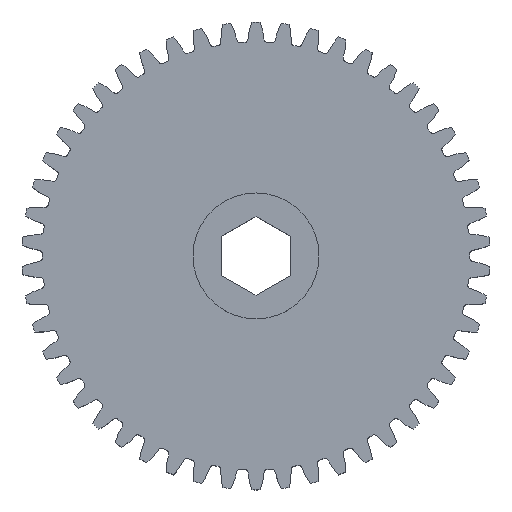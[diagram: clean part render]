
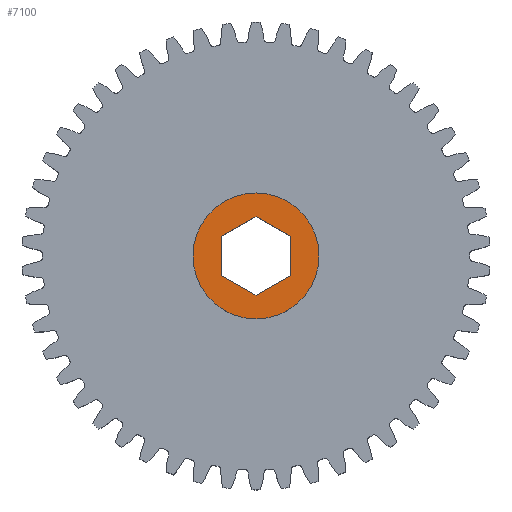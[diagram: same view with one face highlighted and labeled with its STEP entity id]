
A CAD part, top view. The second image highlights one B-rep face of the part: STEP entity #7100.
In plain terms, the highlighted planar face has unit normal (0, 0, 1).
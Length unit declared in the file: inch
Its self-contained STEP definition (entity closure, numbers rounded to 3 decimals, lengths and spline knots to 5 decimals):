
#174 = AXIS2_PLACEMENT_3D ( 'NONE', #17619, #9302, #718 ) ;
#294 = CARTESIAN_POINT ( 'NONE',  ( -0.189, -0.10912, 0.249 ) ) ;
#550 = CARTESIAN_POINT ( 'NONE',  ( 0.189, -0.10912, 0.249 ) ) ;
#600 = ORIENTED_EDGE ( 'NONE', *, *, #3549, .T. ) ;
#609 = DIRECTION ( 'NONE',  ( 0., -1., 0. ) ) ;
#624 = VERTEX_POINT ( 'NONE', #11844 ) ;
#718 = DIRECTION ( 'NONE',  ( 1., 0., 0. ) ) ;
#965 = CARTESIAN_POINT ( 'NONE',  ( 0., -0.21824, 0.249 ) ) ;
#1783 = CARTESIAN_POINT ( 'NONE',  ( 0.189, -0.10912, 0.249 ) ) ;
#2395 = CARTESIAN_POINT ( 'NONE',  ( 0., -0.21824, 0.249 ) ) ;
#2736 = CARTESIAN_POINT ( 'NONE',  ( 0.189, 0.10912, 0.249 ) ) ;
#2947 = EDGE_CURVE ( 'NONE', #16592, #10661, #17636, .T. ) ;
#3549 = EDGE_CURVE ( 'NONE', #17332, #624, #5599, .T. ) ;
#4036 = EDGE_CURVE ( 'NONE', #624, #17332, #4690, .T. ) ;
#4089 = ORIENTED_EDGE ( 'NONE', *, *, #4036, .T. ) ;
#4218 = FACE_BOUND ( 'NONE', #8737, .T. ) ;
#4518 = ORIENTED_EDGE ( 'NONE', *, *, #6650, .T. ) ;
#4586 = VERTEX_POINT ( 'NONE', #965 ) ;
#4690 = CIRCLE ( 'NONE', #5973, 0.35 ) ;
#5085 = LINE ( 'NONE', #550, #15009 ) ;
#5096 = CARTESIAN_POINT ( 'NONE',  ( 0., 0., 0.249 ) ) ;
#5338 = CARTESIAN_POINT ( 'NONE',  ( 0., 0., 0.249 ) ) ;
#5599 = CIRCLE ( 'NONE', #174, 0.35 ) ;
#5634 = CARTESIAN_POINT ( 'NONE',  ( -0.189, -0.10912, 0.249 ) ) ;
#5973 = AXIS2_PLACEMENT_3D ( 'NONE', #5338, #15170, #6810 ) ;
#6494 = VECTOR ( 'NONE', #17320, 39.37008 ) ;
#6564 = DIRECTION ( 'NONE',  ( 1., 0., 0. ) ) ;
#6650 = EDGE_CURVE ( 'NONE', #17111, #10083, #16769, .T. ) ;
#6810 = DIRECTION ( 'NONE',  ( 1., 0., 0. ) ) ;
#7100 = ADVANCED_FACE ( 'NONE', ( #4218, #11326 ), #17668, .T. ) ;
#7479 = EDGE_CURVE ( 'NONE', #4586, #10255, #13699, .T. ) ;
#7741 = ORIENTED_EDGE ( 'NONE', *, *, #2947, .T. ) ;
#7884 = EDGE_CURVE ( 'NONE', #10661, #17111, #16956, .T. ) ;
#8316 = CARTESIAN_POINT ( 'NONE',  ( 0., 0.21824, 0.249 ) ) ;
#8593 = CARTESIAN_POINT ( 'NONE',  ( -0.35, 0., 0.249 ) ) ;
#8612 = ORIENTED_EDGE ( 'NONE', *, *, #7884, .T. ) ;
#8737 = EDGE_LOOP ( 'NONE', ( #13095, #7741, #8612, #4518, #16483, #14271 ) ) ;
#9013 = CARTESIAN_POINT ( 'NONE',  ( -0.189, 0.10912, 0.249 ) ) ;
#9302 = DIRECTION ( 'NONE',  ( 0., 0., 1. ) ) ;
#10014 = VECTOR ( 'NONE', #17917, 39.37008 ) ;
#10083 = VERTEX_POINT ( 'NONE', #1783 ) ;
#10255 = VERTEX_POINT ( 'NONE', #294 ) ;
#10557 = DIRECTION ( 'NONE',  ( -0.866, -0.5, 0. ) ) ;
#10661 = VERTEX_POINT ( 'NONE', #14249 ) ;
#10971 = AXIS2_PLACEMENT_3D ( 'NONE', #5096, #14935, #6564 ) ;
#11045 = EDGE_LOOP ( 'NONE', ( #4089, #600 ) ) ;
#11326 = FACE_OUTER_BOUND ( 'NONE', #11045, .T. ) ;
#11844 = CARTESIAN_POINT ( 'NONE',  ( 0.35, 0., 0.249 ) ) ;
#13095 = ORIENTED_EDGE ( 'NONE', *, *, #17107, .T. ) ;
#13242 = LINE ( 'NONE', #5634, #16507 ) ;
#13253 = VECTOR ( 'NONE', #18020, 39.37008 ) ;
#13699 = LINE ( 'NONE', #2395, #10014 ) ;
#13750 = CARTESIAN_POINT ( 'NONE',  ( -0.189, 0.10912, 0.249 ) ) ;
#14249 = CARTESIAN_POINT ( 'NONE',  ( 0., 0.21824, 0.249 ) ) ;
#14271 = ORIENTED_EDGE ( 'NONE', *, *, #7479, .T. ) ;
#14935 = DIRECTION ( 'NONE',  ( 0., 0., 1. ) ) ;
#15009 = VECTOR ( 'NONE', #10557, 39.37008 ) ;
#15170 = DIRECTION ( 'NONE',  ( 0., 0., 1. ) ) ;
#15456 = DIRECTION ( 'NONE',  ( 0., 1., 0. ) ) ;
#15896 = VECTOR ( 'NONE', #609, 39.37008 ) ;
#16120 = EDGE_CURVE ( 'NONE', #10083, #4586, #5085, .T. ) ;
#16134 = CARTESIAN_POINT ( 'NONE',  ( 0.189, 0.10912, 0.249 ) ) ;
#16483 = ORIENTED_EDGE ( 'NONE', *, *, #16120, .T. ) ;
#16507 = VECTOR ( 'NONE', #15456, 39.37008 ) ;
#16592 = VERTEX_POINT ( 'NONE', #13750 ) ;
#16769 = LINE ( 'NONE', #16134, #15896 ) ;
#16956 = LINE ( 'NONE', #8316, #13253 ) ;
#17107 = EDGE_CURVE ( 'NONE', #10255, #16592, #13242, .T. ) ;
#17111 = VERTEX_POINT ( 'NONE', #2736 ) ;
#17320 = DIRECTION ( 'NONE',  ( 0.866, 0.5, 0. ) ) ;
#17332 = VERTEX_POINT ( 'NONE', #8593 ) ;
#17619 = CARTESIAN_POINT ( 'NONE',  ( 0., 0., 0.249 ) ) ;
#17636 = LINE ( 'NONE', #9013, #6494 ) ;
#17668 = PLANE ( 'NONE',  #10971 ) ;
#17917 = DIRECTION ( 'NONE',  ( -0.866, 0.5, 0. ) ) ;
#18020 = DIRECTION ( 'NONE',  ( 0.866, -0.5, 0. ) ) ;
